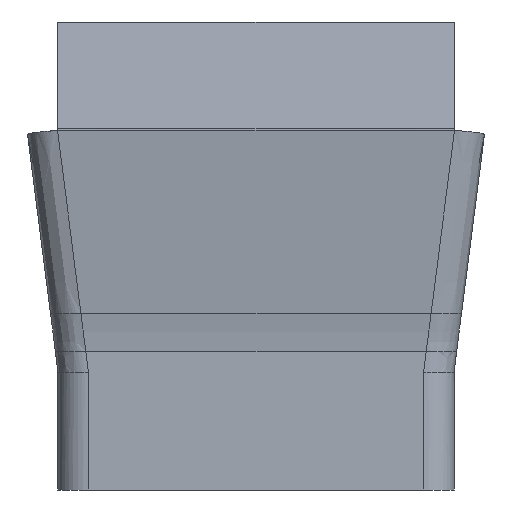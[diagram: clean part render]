
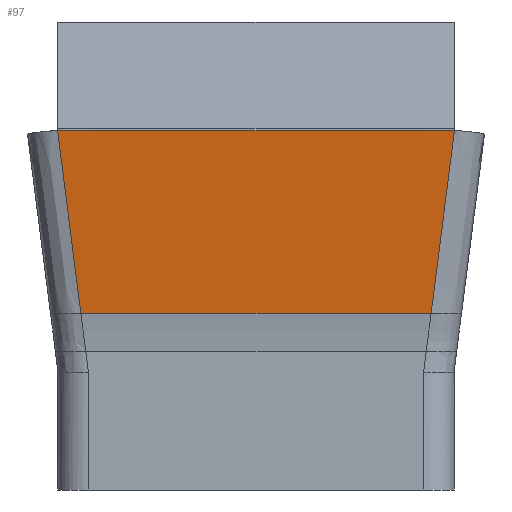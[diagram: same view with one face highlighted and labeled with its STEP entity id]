
A CAD part, front view. The second image highlights one B-rep face of the part: STEP entity #97.
In plain terms, the highlighted planar face has unit normal (0, -0.993, -0.122).
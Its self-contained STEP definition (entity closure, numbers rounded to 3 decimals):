
#97=ADVANCED_FACE('SIDE_FP_AN_SU1',(#171),#143,.T.);
#143=PLANE('',#1041);
#171=FACE_OUTER_BOUND('',#225,.T.);
#225=EDGE_LOOP('',(#367,#368,#369,#370));
#367=ORIENTED_EDGE('',*,*,#727,.F.);
#368=ORIENTED_EDGE('',*,*,#725,.T.);
#369=ORIENTED_EDGE('',*,*,#728,.F.);
#370=ORIENTED_EDGE('',*,*,#721,.T.);
#614=VERTEX_POINT('',#1667);
#615=VERTEX_POINT('',#1672);
#617=VERTEX_POINT('',#1739);
#618=VERTEX_POINT('',#1744);
#721=EDGE_CURVE('',#615,#614,#949,.T.);
#725=EDGE_CURVE('',#618,#617,#953,.T.);
#727=EDGE_CURVE('',#618,#614,#817,.T.);
#728=EDGE_CURVE('',#615,#617,#818,.T.);
#817=LINE('',#1773,#869);
#818=LINE('',#1774,#870);
#869=VECTOR('',#1121,1.);
#870=VECTOR('',#1122,1.);
#949=B_SPLINE_CURVE_WITH_KNOTS('',3,(#1668,#1669,#1670,#1671),
 .UNSPECIFIED.,.F.,.F.,(4,4),(0.,1.),.UNSPECIFIED.);
#953=B_SPLINE_CURVE_WITH_KNOTS('',3,(#1740,#1741,#1742,#1743),
 .UNSPECIFIED.,.F.,.F.,(4,4),(0.,1.),.UNSPECIFIED.);
#1041=AXIS2_PLACEMENT_3D('',#1775,#1123,#1124);
#1121=DIRECTION('',(1.,0.,0.));
#1122=DIRECTION('',(-1.,0.,0.));
#1123=DIRECTION('',(0.,-0.993,-0.122));
#1124=DIRECTION('',(-1.,0.,0.));
#1667=CARTESIAN_POINT('',(2.605,-12.406,0.043));
#1668=CARTESIAN_POINT('',(2.299,-12.112,-2.351));
#1669=CARTESIAN_POINT('',(2.401,-12.21,-1.553));
#1670=CARTESIAN_POINT('',(2.503,-12.308,-0.755));
#1671=CARTESIAN_POINT('',(2.605,-12.406,0.043));
#1672=CARTESIAN_POINT('',(2.299,-12.112,-2.351));
#1739=CARTESIAN_POINT('',(-2.299,-12.112,-2.351));
#1740=CARTESIAN_POINT('',(-2.605,-12.406,0.043));
#1741=CARTESIAN_POINT('',(-2.503,-12.308,-0.755));
#1742=CARTESIAN_POINT('',(-2.401,-12.21,-1.553));
#1743=CARTESIAN_POINT('',(-2.299,-12.112,-2.351));
#1744=CARTESIAN_POINT('',(-2.605,-12.406,0.043));
#1773=CARTESIAN_POINT('',(-17.,-12.406,0.043));
#1774=CARTESIAN_POINT('',(0.,-12.112,-2.351));
#1775=CARTESIAN_POINT('',(0.,-12.95,4.472));
